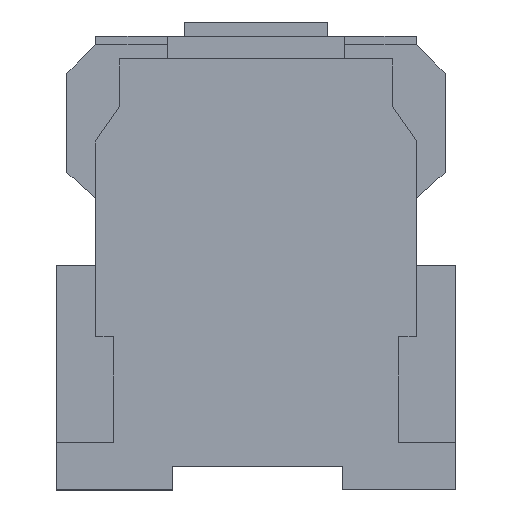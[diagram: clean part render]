
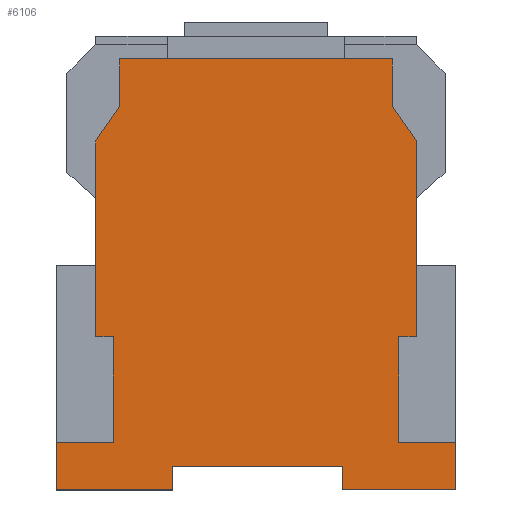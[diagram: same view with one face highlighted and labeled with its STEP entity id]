
A CAD part, left-side view. The second image highlights one B-rep face of the part: STEP entity #6106.
In plain terms, the highlighted planar face has unit normal (-1, 0, 0).
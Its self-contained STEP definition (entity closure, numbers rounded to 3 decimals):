
#200=PLANE('',#6597);
#523=FACE_OUTER_BOUND('',#894,.T.);
#894=EDGE_LOOP('',(#4690,#4691,#4692,#4693,#4694,#4695,#4696,#4697,#4698,
#4699,#4700,#4701,#4702,#4703,#4704,#4705,#4706,#4707,#4708,#4709));
#1273=LINE('',#9095,#1983);
#1276=LINE('',#9102,#1986);
#1280=LINE('',#9110,#1990);
#1284=LINE('',#9118,#1994);
#1287=LINE('',#9125,#1997);
#1290=LINE('',#9131,#2000);
#1293=LINE('',#9137,#2003);
#1296=LINE('',#9143,#2006);
#1299=LINE('',#9149,#2009);
#1302=LINE('',#9155,#2012);
#1306=LINE('',#9164,#2016);
#1309=LINE('',#9169,#2019);
#1311=LINE('',#9173,#2021);
#1314=LINE('',#9179,#2024);
#1317=LINE('',#9185,#2027);
#1320=LINE('',#9191,#2030);
#1323=LINE('',#9197,#2033);
#1326=LINE('',#9202,#2036);
#1338=LINE('',#9224,#2048);
#1339=LINE('',#9225,#2049);
#1983=VECTOR('',#7420,304.8);
#1986=VECTOR('',#7425,304.8);
#1990=VECTOR('',#7431,304.8);
#1994=VECTOR('',#7437,304.8);
#1997=VECTOR('',#7442,304.8);
#2000=VECTOR('',#7447,304.8);
#2003=VECTOR('',#7452,304.8);
#2006=VECTOR('',#7457,304.8);
#2009=VECTOR('',#7462,304.8);
#2012=VECTOR('',#7467,304.8);
#2016=VECTOR('',#7473,304.8);
#2019=VECTOR('',#7478,304.8);
#2021=VECTOR('',#7482,304.8);
#2024=VECTOR('',#7487,304.8);
#2027=VECTOR('',#7492,304.8);
#2030=VECTOR('',#7497,304.8);
#2033=VECTOR('',#7502,304.8);
#2036=VECTOR('',#7507,304.8);
#2048=VECTOR('',#7527,304.8);
#2049=VECTOR('',#7528,304.8);
#2878=VERTEX_POINT('',#9091);
#2880=VERTEX_POINT('',#9094);
#2882=VERTEX_POINT('',#9100);
#2883=VERTEX_POINT('',#9101);
#2886=VERTEX_POINT('',#9109);
#2888=VERTEX_POINT('',#9115);
#2890=VERTEX_POINT('',#9121);
#2892=VERTEX_POINT('',#9124);
#2894=VERTEX_POINT('',#9130);
#2896=VERTEX_POINT('',#9136);
#2898=VERTEX_POINT('',#9142);
#2900=VERTEX_POINT('',#9148);
#2902=VERTEX_POINT('',#9154);
#2904=VERTEX_POINT('',#9160);
#2906=VERTEX_POINT('',#9163);
#2908=VERTEX_POINT('',#9172);
#2910=VERTEX_POINT('',#9178);
#2912=VERTEX_POINT('',#9184);
#2914=VERTEX_POINT('',#9190);
#2916=VERTEX_POINT('',#9196);
#3525=EDGE_CURVE('',#2880,#2878,#1273,.T.);
#3528=EDGE_CURVE('',#2882,#2883,#1276,.T.);
#3532=EDGE_CURVE('',#2886,#2882,#1280,.T.);
#3536=EDGE_CURVE('',#2878,#2888,#1284,.T.);
#3539=EDGE_CURVE('',#2892,#2890,#1287,.T.);
#3542=EDGE_CURVE('',#2894,#2892,#1290,.T.);
#3545=EDGE_CURVE('',#2896,#2894,#1293,.T.);
#3548=EDGE_CURVE('',#2898,#2886,#1296,.T.);
#3551=EDGE_CURVE('',#2900,#2898,#1299,.T.);
#3554=EDGE_CURVE('',#2902,#2896,#1302,.T.);
#3558=EDGE_CURVE('',#2906,#2904,#1306,.T.);
#3561=EDGE_CURVE('',#2888,#2906,#1309,.T.);
#3563=EDGE_CURVE('',#2908,#2900,#1311,.T.);
#3566=EDGE_CURVE('',#2910,#2902,#1314,.T.);
#3569=EDGE_CURVE('',#2912,#2910,#1317,.T.);
#3572=EDGE_CURVE('',#2914,#2912,#1320,.T.);
#3575=EDGE_CURVE('',#2916,#2914,#1323,.T.);
#3578=EDGE_CURVE('',#2904,#2916,#1326,.T.);
#3590=EDGE_CURVE('',#2890,#2908,#1338,.T.);
#3591=EDGE_CURVE('',#2883,#2880,#1339,.T.);
#4690=ORIENTED_EDGE('',*,*,#3554,.T.);
#4691=ORIENTED_EDGE('',*,*,#3545,.T.);
#4692=ORIENTED_EDGE('',*,*,#3542,.T.);
#4693=ORIENTED_EDGE('',*,*,#3539,.T.);
#4694=ORIENTED_EDGE('',*,*,#3590,.T.);
#4695=ORIENTED_EDGE('',*,*,#3563,.T.);
#4696=ORIENTED_EDGE('',*,*,#3551,.T.);
#4697=ORIENTED_EDGE('',*,*,#3548,.T.);
#4698=ORIENTED_EDGE('',*,*,#3532,.T.);
#4699=ORIENTED_EDGE('',*,*,#3528,.T.);
#4700=ORIENTED_EDGE('',*,*,#3591,.T.);
#4701=ORIENTED_EDGE('',*,*,#3525,.T.);
#4702=ORIENTED_EDGE('',*,*,#3536,.T.);
#4703=ORIENTED_EDGE('',*,*,#3561,.T.);
#4704=ORIENTED_EDGE('',*,*,#3558,.T.);
#4705=ORIENTED_EDGE('',*,*,#3578,.T.);
#4706=ORIENTED_EDGE('',*,*,#3575,.T.);
#4707=ORIENTED_EDGE('',*,*,#3572,.T.);
#4708=ORIENTED_EDGE('',*,*,#3569,.T.);
#4709=ORIENTED_EDGE('',*,*,#3566,.T.);
#6106=ADVANCED_FACE('',(#523),#200,.F.);
#6597=AXIS2_PLACEMENT_3D('',#9223,#7525,#7526);
#7420=DIRECTION('',(0.,-1.,0.));
#7425=DIRECTION('',(0.,0.574,-0.819));
#7431=DIRECTION('',(0.,0.,-1.));
#7437=DIRECTION('',(0.,0.,-1.));
#7442=DIRECTION('',(0.,-1.,0.));
#7447=DIRECTION('',(0.,0.,1.));
#7452=DIRECTION('',(0.,1.,0.));
#7457=DIRECTION('',(0.,1.,0.));
#7462=DIRECTION('',(0.,0.,1.));
#7467=DIRECTION('',(0.,0.,1.));
#7473=DIRECTION('',(0.,0.,-1.));
#7478=DIRECTION('',(0.,1.,0.));
#7482=DIRECTION('',(0.,0.574,0.819));
#7487=DIRECTION('',(0.,-1.,0.));
#7492=DIRECTION('',(0.,0.,-1.));
#7497=DIRECTION('',(0.,-1.,0.));
#7502=DIRECTION('',(0.,0.,1.));
#7507=DIRECTION('',(0.,-1.,0.));
#7525=DIRECTION('center_axis',(1.,0.,0.));
#7526=DIRECTION('ref_axis',(0.,0.,1.));
#7527=DIRECTION('',(0.,0.,1.));
#7528=DIRECTION('',(0.,0.,-1.));
#9091=CARTESIAN_POINT('',(0.,12.25,26.952));
#9094=CARTESIAN_POINT('',(0.,15.98,26.952));
#9095=CARTESIAN_POINT('',(0.,15.98,26.952));
#9100=CARTESIAN_POINT('',(0.,10.98,75.));
#9101=CARTESIAN_POINT('',(0.,15.98,67.859));
#9102=CARTESIAN_POINT('',(0.,10.98,75.));
#9109=CARTESIAN_POINT('',(0.,10.98,85.));
#9110=CARTESIAN_POINT('',(0.,10.98,85.));
#9115=CARTESIAN_POINT('',(0.,12.25,5.));
#9118=CARTESIAN_POINT('',(0.,12.25,26.952));
#9121=CARTESIAN_POINT('',(0.,-50.98,26.952));
#9124=CARTESIAN_POINT('',(0.,-47.25,26.952));
#9125=CARTESIAN_POINT('',(0.,-47.25,26.952));
#9130=CARTESIAN_POINT('',(0.,-47.25,5.));
#9131=CARTESIAN_POINT('',(0.,-47.25,5.));
#9136=CARTESIAN_POINT('',(0.,-59.25,5.));
#9137=CARTESIAN_POINT('',(0.,-59.25,5.));
#9142=CARTESIAN_POINT('',(0.,-45.98,85.));
#9143=CARTESIAN_POINT('',(0.,-45.98,85.));
#9148=CARTESIAN_POINT('',(0.,-45.98,75.));
#9149=CARTESIAN_POINT('',(0.,-45.98,75.));
#9154=CARTESIAN_POINT('',(0.,-59.25,-5.));
#9155=CARTESIAN_POINT('',(0.,-59.25,-5.));
#9160=CARTESIAN_POINT('',(0.,24.25,-5.));
#9163=CARTESIAN_POINT('',(0.,24.25,5.));
#9164=CARTESIAN_POINT('',(0.,24.25,5.));
#9169=CARTESIAN_POINT('',(0.,12.25,5.));
#9172=CARTESIAN_POINT('',(0.,-50.98,67.859));
#9173=CARTESIAN_POINT('',(0.,-50.98,67.859));
#9178=CARTESIAN_POINT('',(0.,-35.63,-5.));
#9179=CARTESIAN_POINT('',(0.,-35.63,-5.));
#9184=CARTESIAN_POINT('',(0.,-35.63,0.));
#9185=CARTESIAN_POINT('',(0.,-35.63,0.));
#9190=CARTESIAN_POINT('',(0.,0.,0.));
#9191=CARTESIAN_POINT('',(0.,0.,0.));
#9196=CARTESIAN_POINT('',(0.,0.,-5.));
#9197=CARTESIAN_POINT('',(0.,0.,-5.));
#9202=CARTESIAN_POINT('',(0.,24.25,-5.));
#9223=CARTESIAN_POINT('Origin',(0.,-17.5,
0.));
#9224=CARTESIAN_POINT('',(0.,-50.98,26.952));
#9225=CARTESIAN_POINT('',(0.,15.98,67.859));
